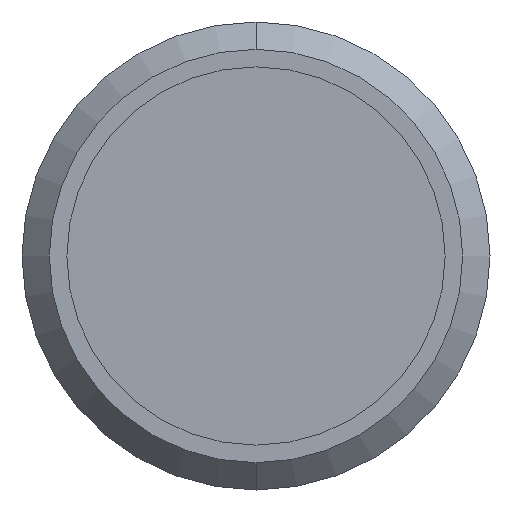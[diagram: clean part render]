
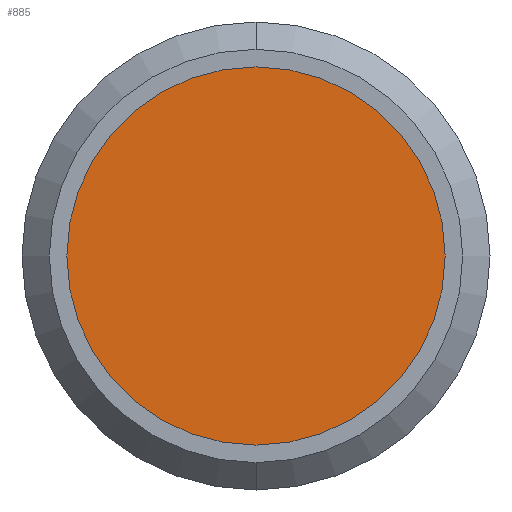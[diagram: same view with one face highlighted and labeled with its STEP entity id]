
A CAD part, front view. The second image highlights one B-rep face of the part: STEP entity #885.
In plain terms, the highlighted planar face has unit normal (0, -1, 0).
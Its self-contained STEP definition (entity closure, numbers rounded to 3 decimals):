
#885=ADVANCED_FACE('',(#1685),#1686,.T.);
#1685=FACE_OUTER_BOUND('',#2492,.T.);
#1686=PLANE('',#2493);
#2492=EDGE_LOOP('',(#4454,#4455));
#2493=AXIS2_PLACEMENT_3D('',#4456,#4457,#4458);
#4454=ORIENTED_EDGE('',*,*,#5187,.T.);
#4455=ORIENTED_EDGE('',*,*,#5200,.T.);
#4456=CARTESIAN_POINT('',(0.0,-0.01,2.425));
#4457=DIRECTION('',(0.0,-1.0,0.0));
#4458=DIRECTION('',(0.0,0.0,1.0));
#5187=EDGE_CURVE('',#6181,#6185,#6187,.T.);
#5200=EDGE_CURVE('',#6185,#6181,#6204,.T.);
#6181=VERTEX_POINT('',#7725);
#6185=VERTEX_POINT('',#7730);
#6187=CIRCLE('',#7733,4.85);
#6204=CIRCLE('',#7752,4.85);
#7725=CARTESIAN_POINT('',(0.0,-0.01,4.85));
#7730=CARTESIAN_POINT('',(0.,-0.01,-4.85));
#7733=AXIS2_PLACEMENT_3D('',#8710,#8711,#8712);
#7752=AXIS2_PLACEMENT_3D('',#8730,#8731,#8732);
#8710=CARTESIAN_POINT('',(0.0,-0.01,0.0));
#8711=DIRECTION('',(0.0,-1.0,0.0));
#8712=DIRECTION('',(0.0,0.0,1.0));
#8730=CARTESIAN_POINT('',(0.0,-0.01,0.0));
#8731=DIRECTION('',(0.0,-1.0,0.0));
#8732=DIRECTION('',(0.0,0.0,1.0));
